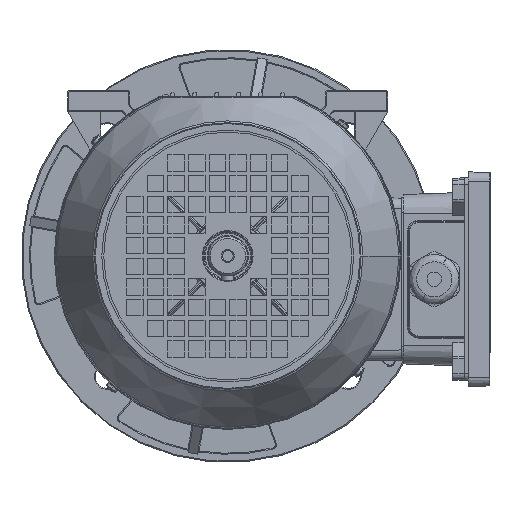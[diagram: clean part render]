
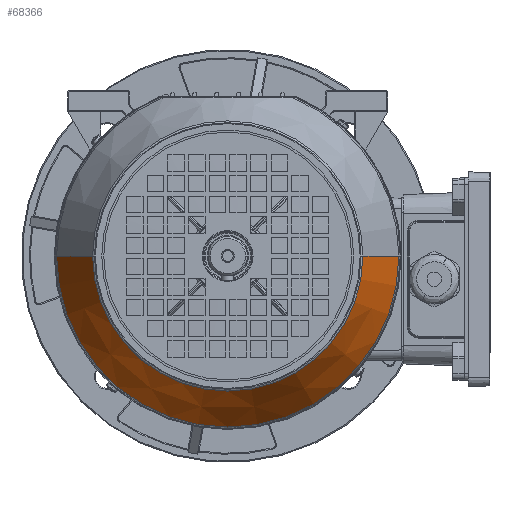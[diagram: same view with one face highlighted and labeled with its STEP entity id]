
A CAD part, left-side view. The second image highlights one B-rep face of the part: STEP entity #68366.
In plain terms, the highlighted conical face has half-angle 29.65 degrees and reference radius 65 mm.
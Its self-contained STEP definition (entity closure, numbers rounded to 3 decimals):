
#14625 = AXIS2_PLACEMENT_3D ( 'NONE', #70622, #29187, #113337 ) ;
#17043 = CONICAL_SURFACE ( 'NONE', #70898, 65., 0.517 ) ;
#17660 = CARTESIAN_POINT ( 'NONE',  ( 68.242, 0., -65.431 ) ) ;
#18601 = VERTEX_POINT ( 'NONE', #17660 ) ;
#24030 = VERTEX_POINT ( 'NONE', #54672 ) ;
#29187 = DIRECTION ( 'NONE',  ( 1., 0., 0. ) ) ;
#34255 = DIRECTION ( 'NONE',  ( -1., 0., 0. ) ) ;
#37626 = AXIS2_PLACEMENT_3D ( 'NONE', #98730, #34255, #77061 ) ;
#40384 = DIRECTION ( 'NONE',  ( 0., 0., 1. ) ) ;
#43229 = EDGE_LOOP ( 'NONE', ( #71938, #97132, #134424, #49531 ) ) ;
#47971 = VERTEX_POINT ( 'NONE', #78555 ) ;
#49531 = ORIENTED_EDGE ( 'NONE', *, *, #91165, .F. ) ;
#52087 = LINE ( 'NONE', #125056, #116120 ) ;
#52909 = CARTESIAN_POINT ( 'NONE',  ( 69., 0., 0. ) ) ;
#54672 = CARTESIAN_POINT ( 'NONE',  ( 37.65, 0., -82.845 ) ) ;
#58664 = DIRECTION ( 'NONE',  ( -0.869, 0., -0.495 ) ) ;
#59513 = EDGE_CURVE ( 'NONE', #18601, #24030, #111952, .T. ) ;
#63387 = VERTEX_POINT ( 'NONE', #135245 ) ;
#68366 = ADVANCED_FACE ( 'NONE', ( #136421 ), #17043, .T. ) ;
#69953 = CARTESIAN_POINT ( 'NONE',  ( 69., 0., -65. ) ) ;
#70622 = CARTESIAN_POINT ( 'NONE',  ( 37.65, 0., 0. ) ) ;
#70898 = AXIS2_PLACEMENT_3D ( 'NONE', #52909, #103480, #40384 ) ;
#71938 = ORIENTED_EDGE ( 'NONE', *, *, #115877, .T. ) ;
#72940 = CIRCLE ( 'NONE', #14625, 82.845 ) ;
#75109 = EDGE_CURVE ( 'NONE', #24030, #47971, #72940, .T. ) ;
#77061 = DIRECTION ( 'NONE',  ( 0., 0., -1. ) ) ;
#78555 = CARTESIAN_POINT ( 'NONE',  ( 37.65, 0., 82.845 ) ) ;
#83088 = DIRECTION ( 'NONE',  ( -0.869, 0., 0.495 ) ) ;
#84054 = VECTOR ( 'NONE', #58664, 1000. ) ;
#89140 = CIRCLE ( 'NONE', #37626, 65.431 ) ;
#91165 = EDGE_CURVE ( 'NONE', #63387, #47971, #52087, .T. ) ;
#97132 = ORIENTED_EDGE ( 'NONE', *, *, #59513, .T. ) ;
#98730 = CARTESIAN_POINT ( 'NONE',  ( 68.242, 0., 0. ) ) ;
#103480 = DIRECTION ( 'NONE',  ( -1., 0., 0. ) ) ;
#111952 = LINE ( 'NONE', #69953, #84054 ) ;
#113337 = DIRECTION ( 'NONE',  ( 0., 0., -1. ) ) ;
#115877 = EDGE_CURVE ( 'NONE', #63387, #18601, #89140, .T. ) ;
#116120 = VECTOR ( 'NONE', #83088, 1000. ) ;
#125056 = CARTESIAN_POINT ( 'NONE',  ( 69., 0., 65. ) ) ;
#134424 = ORIENTED_EDGE ( 'NONE', *, *, #75109, .T. ) ;
#135245 = CARTESIAN_POINT ( 'NONE',  ( 68.242, 0., 65.431 ) ) ;
#136421 = FACE_OUTER_BOUND ( 'NONE', #43229, .T. ) ;
